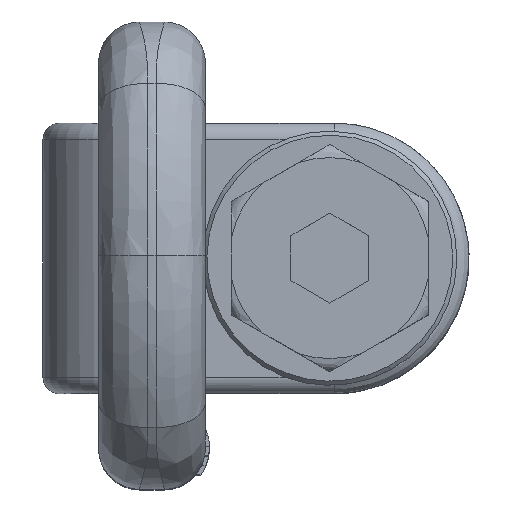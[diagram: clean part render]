
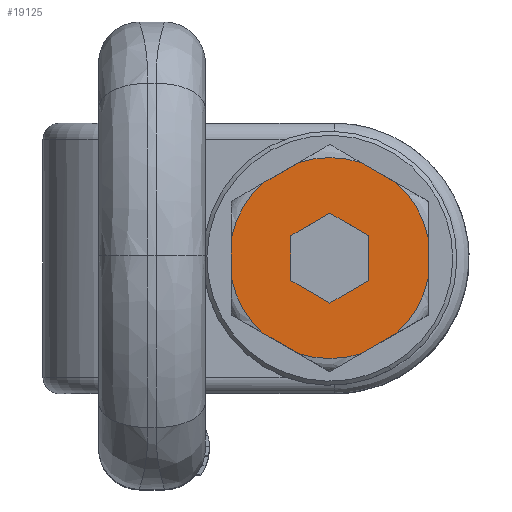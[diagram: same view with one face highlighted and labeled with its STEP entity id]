
A CAD part, top view. The second image highlights one B-rep face of the part: STEP entity #19125.
In plain terms, the highlighted face is planar.
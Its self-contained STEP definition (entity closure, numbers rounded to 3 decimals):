
#18473=CARTESIAN_POINT('Vertex',(-3.84,0.,11.639)) ;
#18476=CARTESIAN_POINT('Line Origine',(-6.,0.,10.392)) ;
#18480=CARTESIAN_POINT('Vertex',(-8.16,0.,9.145)) ;
#18537=CARTESIAN_POINT('Vertex',(8.16,0.,9.145)) ;
#18540=CARTESIAN_POINT('Line Origine',(6.,0.,10.392)) ;
#18544=CARTESIAN_POINT('Vertex',(3.84,0.,11.639)) ;
#18601=CARTESIAN_POINT('Vertex',(12.,0.,-2.494)) ;
#18604=CARTESIAN_POINT('Line Origine',(12.,0.,0.)) ;
#18608=CARTESIAN_POINT('Vertex',(12.,0.,2.494)) ;
#18665=CARTESIAN_POINT('Vertex',(3.84,0.,-11.639)) ;
#18668=CARTESIAN_POINT('Line Origine',(6.,0.,-10.392)) ;
#18672=CARTESIAN_POINT('Vertex',(8.16,0.,-9.145)) ;
#18729=CARTESIAN_POINT('Vertex',(-8.16,0.,-9.145)) ;
#18732=CARTESIAN_POINT('Line Origine',(-6.,0.,-10.392)) ;
#18736=CARTESIAN_POINT('Vertex',(-3.84,0.,-11.639)) ;
#18786=CARTESIAN_POINT('Vertex',(-12.,0.,2.494)) ;
#18789=CARTESIAN_POINT('Line Origine',(-12.,0.,0.)) ;
#18793=CARTESIAN_POINT('Vertex',(-12.,0.,-2.494)) ;
#18827=CARTESIAN_POINT('Axis2P3D Location',(0.,0.,0.)) ;
#18838=CARTESIAN_POINT('Axis2P3D Location',(0.,0.,0.)) ;
#18854=CARTESIAN_POINT('Axis2P3D Location',(0.,0.,0.)) ;
#18865=CARTESIAN_POINT('Axis2P3D Location',(0.,0.,0.)) ;
#18876=CARTESIAN_POINT('Axis2P3D Location',(0.,0.,0.)) ;
#18887=CARTESIAN_POINT('Axis2P3D Location',(0.,0.,0.)) ;
#18963=CARTESIAN_POINT('Vertex',(-4.75,0.,-2.742)) ;
#18970=CARTESIAN_POINT('Vertex',(0.,0.,-5.485)) ;
#18973=CARTESIAN_POINT('Line Origine',(-2.375,0.,-4.114)) ;
#18990=CARTESIAN_POINT('Line Origine',(-4.75,0.,0.)) ;
#18994=CARTESIAN_POINT('Vertex',(-4.75,0.,2.742)) ;
#19014=CARTESIAN_POINT('Line Origine',(-2.375,0.,4.114)) ;
#19018=CARTESIAN_POINT('Vertex',(0.,0.,5.485)) ;
#19038=CARTESIAN_POINT('Line Origine',(2.375,0.,4.114)) ;
#19042=CARTESIAN_POINT('Vertex',(4.75,0.,2.742)) ;
#19062=CARTESIAN_POINT('Line Origine',(4.75,0.,0.)) ;
#19066=CARTESIAN_POINT('Vertex',(4.75,0.,-2.742)) ;
#19086=CARTESIAN_POINT('Line Origine',(2.375,0.,-4.114)) ;
#19098=CARTESIAN_POINT('Axis2P3D Location',(0.,0.,0.)) ;
#18477=DIRECTION('Vector Direction',(0.866,0.,0.5)) ;
#18541=DIRECTION('Vector Direction',(0.866,0.,-0.5)) ;
#18605=DIRECTION('Vector Direction',(0.,0.,-1.)) ;
#18669=DIRECTION('Vector Direction',(-0.866,0.,-0.5)) ;
#18733=DIRECTION('Vector Direction',(-0.866,0.,0.5)) ;
#18790=DIRECTION('Vector Direction',(0.,0.,1.)) ;
#18828=DIRECTION('Axis2P3D Direction',(0.,1.,0.)) ;
#18839=DIRECTION('Axis2P3D Direction',(0.,1.,0.)) ;
#18855=DIRECTION('Axis2P3D Direction',(0.,1.,0.)) ;
#18866=DIRECTION('Axis2P3D Direction',(0.,1.,0.)) ;
#18877=DIRECTION('Axis2P3D Direction',(0.,1.,0.)) ;
#18888=DIRECTION('Axis2P3D Direction',(0.,1.,0.)) ;
#18974=DIRECTION('Vector Direction',(-0.866,0.,0.5)) ;
#18991=DIRECTION('Vector Direction',(0.,0.,1.)) ;
#19015=DIRECTION('Vector Direction',(0.866,0.,0.5)) ;
#19039=DIRECTION('Vector Direction',(0.866,0.,-0.5)) ;
#19063=DIRECTION('Vector Direction',(0.,0.,-1.)) ;
#19087=DIRECTION('Vector Direction',(-0.866,0.,-0.5)) ;
#19099=DIRECTION('Axis2P3D Direction',(0.,1.,0.)) ;
#19100=DIRECTION('Axis2P3D XDirection',(1.,0.,0.)) ;
#18829=AXIS2_PLACEMENT_3D('Circle Axis2P3D',#18827,#18828,$) ;
#18840=AXIS2_PLACEMENT_3D('Circle Axis2P3D',#18838,#18839,$) ;
#18856=AXIS2_PLACEMENT_3D('Circle Axis2P3D',#18854,#18855,$) ;
#18867=AXIS2_PLACEMENT_3D('Circle Axis2P3D',#18865,#18866,$) ;
#18878=AXIS2_PLACEMENT_3D('Circle Axis2P3D',#18876,#18877,$) ;
#18889=AXIS2_PLACEMENT_3D('Circle Axis2P3D',#18887,#18888,$) ;
#19101=AXIS2_PLACEMENT_3D('Plane Axis2P3D',#19098,#19099,#19100) ;
#19104=ORIENTED_EDGE('',*,*,#18795,.T.) ;
#19105=ORIENTED_EDGE('',*,*,#18831,.T.) ;
#19106=ORIENTED_EDGE('',*,*,#18482,.T.) ;
#19107=ORIENTED_EDGE('',*,*,#18842,.T.) ;
#19108=ORIENTED_EDGE('',*,*,#18546,.T.) ;
#19109=ORIENTED_EDGE('',*,*,#18858,.T.) ;
#19110=ORIENTED_EDGE('',*,*,#18610,.T.) ;
#19111=ORIENTED_EDGE('',*,*,#18869,.T.) ;
#19112=ORIENTED_EDGE('',*,*,#18674,.T.) ;
#19113=ORIENTED_EDGE('',*,*,#18880,.T.) ;
#19114=ORIENTED_EDGE('',*,*,#18738,.T.) ;
#19115=ORIENTED_EDGE('',*,*,#18891,.T.) ;
#19118=ORIENTED_EDGE('',*,*,#19068,.F.) ;
#19119=ORIENTED_EDGE('',*,*,#19044,.F.) ;
#19120=ORIENTED_EDGE('',*,*,#19020,.F.) ;
#19121=ORIENTED_EDGE('',*,*,#18996,.F.) ;
#19122=ORIENTED_EDGE('',*,*,#18977,.F.) ;
#19123=ORIENTED_EDGE('',*,*,#19090,.F.) ;
#19124=FACE_BOUND('',#19117,.T.) ;
#18478=VECTOR('Line Direction',#18477,1.) ;
#18542=VECTOR('Line Direction',#18541,1.) ;
#18606=VECTOR('Line Direction',#18605,1.) ;
#18670=VECTOR('Line Direction',#18669,1.) ;
#18734=VECTOR('Line Direction',#18733,1.) ;
#18791=VECTOR('Line Direction',#18790,1.) ;
#18975=VECTOR('Line Direction',#18974,1.) ;
#18992=VECTOR('Line Direction',#18991,1.) ;
#19016=VECTOR('Line Direction',#19015,1.) ;
#19040=VECTOR('Line Direction',#19039,1.) ;
#19064=VECTOR('Line Direction',#19063,1.) ;
#19088=VECTOR('Line Direction',#19087,1.) ;
#19125=ADVANCED_FACE('\X2\672C9AD4\X0\.2',(#19116,#19124),#19102,.T.) ;
#18830=CIRCLE('generated circle',#18829,12.256) ;
#18841=CIRCLE('generated circle',#18840,12.256) ;
#18857=CIRCLE('generated circle',#18856,12.256) ;
#18868=CIRCLE('generated circle',#18867,12.256) ;
#18879=CIRCLE('generated circle',#18878,12.256) ;
#18890=CIRCLE('generated circle',#18889,12.256) ;
#18482=EDGE_CURVE('',#18481,#18474,#18479,.T.) ;
#18546=EDGE_CURVE('',#18545,#18538,#18543,.T.) ;
#18610=EDGE_CURVE('',#18609,#18602,#18607,.T.) ;
#18674=EDGE_CURVE('',#18673,#18666,#18671,.T.) ;
#18738=EDGE_CURVE('',#18737,#18730,#18735,.T.) ;
#18795=EDGE_CURVE('',#18794,#18787,#18792,.T.) ;
#18831=EDGE_CURVE('',#18787,#18481,#18830,.T.) ;
#18842=EDGE_CURVE('',#18474,#18545,#18841,.T.) ;
#18858=EDGE_CURVE('',#18538,#18609,#18857,.T.) ;
#18869=EDGE_CURVE('',#18602,#18673,#18868,.T.) ;
#18880=EDGE_CURVE('',#18666,#18737,#18879,.T.) ;
#18891=EDGE_CURVE('',#18730,#18794,#18890,.T.) ;
#18977=EDGE_CURVE('',#18971,#18964,#18976,.T.) ;
#18996=EDGE_CURVE('',#18964,#18995,#18993,.T.) ;
#19020=EDGE_CURVE('',#18995,#19019,#19017,.T.) ;
#19044=EDGE_CURVE('',#19019,#19043,#19041,.T.) ;
#19068=EDGE_CURVE('',#19043,#19067,#19065,.T.) ;
#19090=EDGE_CURVE('',#19067,#18971,#19089,.T.) ;
#19103=EDGE_LOOP('',(#19104,#19105,#19106,#19107,#19108,#19109,#19110,#19111,#19112,#19113,#19114,#19115)) ;
#19117=EDGE_LOOP('',(#19118,#19119,#19120,#19121,#19122,#19123)) ;
#19116=FACE_OUTER_BOUND('',#19103,.T.) ;
#18479=LINE('Line',#18476,#18478) ;
#18543=LINE('Line',#18540,#18542) ;
#18607=LINE('Line',#18604,#18606) ;
#18671=LINE('Line',#18668,#18670) ;
#18735=LINE('Line',#18732,#18734) ;
#18792=LINE('Line',#18789,#18791) ;
#18976=LINE('Line',#18973,#18975) ;
#18993=LINE('Line',#18990,#18992) ;
#19017=LINE('Line',#19014,#19016) ;
#19041=LINE('Line',#19038,#19040) ;
#19065=LINE('Line',#19062,#19064) ;
#19089=LINE('Line',#19086,#19088) ;
#19102=PLANE('',#19101) ;
#18474=VERTEX_POINT('',#18473) ;
#18481=VERTEX_POINT('',#18480) ;
#18538=VERTEX_POINT('',#18537) ;
#18545=VERTEX_POINT('',#18544) ;
#18602=VERTEX_POINT('',#18601) ;
#18609=VERTEX_POINT('',#18608) ;
#18666=VERTEX_POINT('',#18665) ;
#18673=VERTEX_POINT('',#18672) ;
#18730=VERTEX_POINT('',#18729) ;
#18737=VERTEX_POINT('',#18736) ;
#18787=VERTEX_POINT('',#18786) ;
#18794=VERTEX_POINT('',#18793) ;
#18964=VERTEX_POINT('',#18963) ;
#18971=VERTEX_POINT('',#18970) ;
#18995=VERTEX_POINT('',#18994) ;
#19019=VERTEX_POINT('',#19018) ;
#19043=VERTEX_POINT('',#19042) ;
#19067=VERTEX_POINT('',#19066) ;
